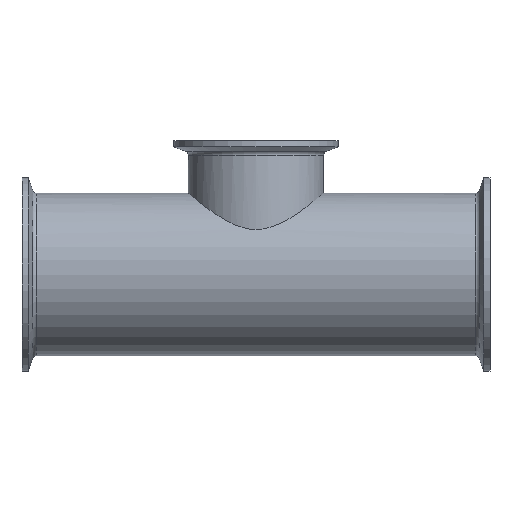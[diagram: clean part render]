
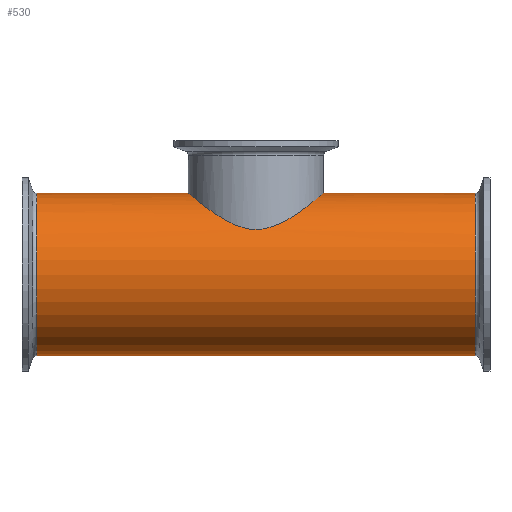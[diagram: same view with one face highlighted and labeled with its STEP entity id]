
A CAD part, front view. The second image highlights one B-rep face of the part: STEP entity #530.
In plain terms, the highlighted cylindrical face has radius 38.15 mm (diameter 76.3 mm), a full revolution.
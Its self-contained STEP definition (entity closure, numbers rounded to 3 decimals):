
#19=FACE_BOUND('',#139,.T.);
#29=B_SPLINE_CURVE_WITH_KNOTS('',3,(#876,#877,#878,#879,#880,#881,#882,
#883,#884,#885,#886,#887,#888,#889,#890,#891,#892,#893),.UNSPECIFIED.,.F.,
 .F.,(4,2,2,2,2,2,2,2,4),(0.,0.661,1.322,1.982,
2.643,3.278,3.912,4.546,5.18),
 .UNSPECIFIED.);
#30=B_SPLINE_CURVE_WITH_KNOTS('',3,(#894,#895,#896,#897,#898,#899,#900,
#901,#902,#903,#904,#905,#906,#907,#908,#909,#910,#911,#912,#913,#914,#915,
#916,#917,#918,#919,#920,#921,#922,#923,#924,#925,#926,#927,#928,#929,#930,
#931,#932,#933,#934,#935,#936,#937,#938,#939,#940,#941,#942,#943),
 .UNSPECIFIED.,.F.,.F.,(4,2,2,2,2,2,2,2,2,2,2,2,2,2,2,2,2,2,2,2,2,2,2,2,
4),(5.18,5.814,6.449,7.083,
7.717,8.378,9.039,9.7,10.36,
11.021,11.682,12.343,13.004,13.638,
14.272,14.906,15.541,16.175,16.809,
17.443,18.077,18.738,19.399,20.06,
20.721),.UNSPECIFIED.);
#35=CYLINDRICAL_SURFACE('',#622,38.15);
#48=LINE('',#1031,#64);
#64=VECTOR('',#787,38.15);
#100=FACE_OUTER_BOUND('',#138,.T.);
#138=EDGE_LOOP('',(#427,#428,#429,#430,#431,#432));
#139=EDGE_LOOP('',(#433,#434));
#192=CIRCLE('',#618,38.15);
#193=CIRCLE('',#619,38.15);
#195=CIRCLE('',#623,38.15);
#196=CIRCLE('',#624,38.15);
#219=VERTEX_POINT('',#873);
#220=VERTEX_POINT('',#875);
#245=VERTEX_POINT('',#1017);
#246=VERTEX_POINT('',#1019);
#248=VERTEX_POINT('',#1027);
#249=VERTEX_POINT('',#1028);
#272=EDGE_CURVE('',#220,#219,#29,.T.);
#273=EDGE_CURVE('',#219,#220,#30,.T.);
#309=EDGE_CURVE('',#245,#246,#192,.T.);
#310=EDGE_CURVE('',#246,#245,#193,.T.);
#313=EDGE_CURVE('',#248,#249,#195,.T.);
#314=EDGE_CURVE('',#249,#248,#196,.T.);
#315=EDGE_CURVE('',#249,#246,#48,.T.);
#427=ORIENTED_EDGE('',*,*,#313,.F.);
#428=ORIENTED_EDGE('',*,*,#314,.F.);
#429=ORIENTED_EDGE('',*,*,#315,.T.);
#430=ORIENTED_EDGE('',*,*,#309,.F.);
#431=ORIENTED_EDGE('',*,*,#310,.F.);
#432=ORIENTED_EDGE('',*,*,#315,.F.);
#433=ORIENTED_EDGE('',*,*,#272,.T.);
#434=ORIENTED_EDGE('',*,*,#273,.T.);
#530=ADVANCED_FACE('',(#100,#19),#35,.T.);
#618=AXIS2_PLACEMENT_3D('',#1020,#772,#773);
#619=AXIS2_PLACEMENT_3D('',#1021,#774,#775);
#622=AXIS2_PLACEMENT_3D('',#1026,#781,#782);
#623=AXIS2_PLACEMENT_3D('',#1029,#783,#784);
#624=AXIS2_PLACEMENT_3D('',#1030,#785,#786);
#772=DIRECTION('center_axis',(-1.,0.,0.));
#773=DIRECTION('ref_axis',(0.,0.,-1.));
#774=DIRECTION('center_axis',(-1.,0.,0.));
#775=DIRECTION('ref_axis',(0.,0.,-1.));
#781=DIRECTION('center_axis',(1.,0.,0.));
#782=DIRECTION('ref_axis',(0.,1.,0.));
#783=DIRECTION('center_axis',(1.,0.,0.));
#784=DIRECTION('ref_axis',(0.,0.,-1.));
#785=DIRECTION('center_axis',(1.,0.,0.));
#786=DIRECTION('ref_axis',(0.,0.,-1.));
#787=DIRECTION('',(-1.,0.,0.));
#873=CARTESIAN_POINT('',(-31.75,0.,38.15));
#875=CARTESIAN_POINT('',(0.,-31.75,21.151));
#876=CARTESIAN_POINT('Ctrl Pts',(0.,-31.75,21.151));
#877=CARTESIAN_POINT('Ctrl Pts',(-2.203,-31.75,21.151));
#878=CARTESIAN_POINT('Ctrl Pts',(-4.362,-31.521,21.504));
#879=CARTESIAN_POINT('Ctrl Pts',(-8.526,-30.658,22.717));
#880=CARTESIAN_POINT('Ctrl Pts',(-10.533,-30.024,23.571));
#881=CARTESIAN_POINT('Ctrl Pts',(-14.347,-28.399,25.505));
#882=CARTESIAN_POINT('Ctrl Pts',(-16.157,-27.407,26.585));
#883=CARTESIAN_POINT('Ctrl Pts',(-19.516,-25.126,28.751));
#884=CARTESIAN_POINT('Ctrl Pts',(-21.066,-23.836,29.837));
#885=CARTESIAN_POINT('Ctrl Pts',(-23.78,-21.121,31.812));
#886=CARTESIAN_POINT('Ctrl Pts',(-25.055,-19.607,32.781));
#887=CARTESIAN_POINT('Ctrl Pts',(-27.347,-16.259,34.564));
#888=CARTESIAN_POINT('Ctrl Pts',(-28.363,-14.425,35.378));
#889=CARTESIAN_POINT('Ctrl Pts',(-30.025,-10.536,36.724));
#890=CARTESIAN_POINT('Ctrl Pts',(-30.673,-8.476,37.258));
#891=CARTESIAN_POINT('Ctrl Pts',(-31.536,-4.265,37.971));
#892=CARTESIAN_POINT('Ctrl Pts',(-31.75,-2.114,38.15));
#893=CARTESIAN_POINT('Ctrl Pts',(-31.75,0.,38.15));
#894=CARTESIAN_POINT('Ctrl Pts',(-31.75,0.,38.15));
#895=CARTESIAN_POINT('Ctrl Pts',(-31.75,2.114,38.15));
#896=CARTESIAN_POINT('Ctrl Pts',(-31.536,4.265,37.971));
#897=CARTESIAN_POINT('Ctrl Pts',(-30.673,8.476,37.258));
#898=CARTESIAN_POINT('Ctrl Pts',(-30.025,10.536,36.724));
#899=CARTESIAN_POINT('Ctrl Pts',(-28.363,14.425,35.378));
#900=CARTESIAN_POINT('Ctrl Pts',(-27.347,16.259,34.564));
#901=CARTESIAN_POINT('Ctrl Pts',(-25.055,19.607,32.781));
#902=CARTESIAN_POINT('Ctrl Pts',(-23.78,21.121,31.812));
#903=CARTESIAN_POINT('Ctrl Pts',(-21.066,23.836,29.837));
#904=CARTESIAN_POINT('Ctrl Pts',(-19.516,25.126,28.751));
#905=CARTESIAN_POINT('Ctrl Pts',(-16.157,27.407,26.585));
#906=CARTESIAN_POINT('Ctrl Pts',(-14.347,28.399,25.505));
#907=CARTESIAN_POINT('Ctrl Pts',(-10.533,30.024,23.571));
#908=CARTESIAN_POINT('Ctrl Pts',(-8.526,30.658,22.717));
#909=CARTESIAN_POINT('Ctrl Pts',(-4.362,31.521,21.504));
#910=CARTESIAN_POINT('Ctrl Pts',(-2.203,31.75,21.151));
#911=CARTESIAN_POINT('Ctrl Pts',(2.203,31.75,21.151));
#912=CARTESIAN_POINT('Ctrl Pts',(4.362,31.521,21.504));
#913=CARTESIAN_POINT('Ctrl Pts',(8.526,30.658,22.717));
#914=CARTESIAN_POINT('Ctrl Pts',(10.533,30.024,23.571));
#915=CARTESIAN_POINT('Ctrl Pts',(14.347,28.399,25.505));
#916=CARTESIAN_POINT('Ctrl Pts',(16.157,27.407,26.585));
#917=CARTESIAN_POINT('Ctrl Pts',(19.516,25.126,28.751));
#918=CARTESIAN_POINT('Ctrl Pts',(21.066,23.836,29.837));
#919=CARTESIAN_POINT('Ctrl Pts',(23.78,21.121,31.812));
#920=CARTESIAN_POINT('Ctrl Pts',(25.055,19.607,32.781));
#921=CARTESIAN_POINT('Ctrl Pts',(27.347,16.259,34.564));
#922=CARTESIAN_POINT('Ctrl Pts',(28.363,14.425,35.378));
#923=CARTESIAN_POINT('Ctrl Pts',(30.025,10.536,36.724));
#924=CARTESIAN_POINT('Ctrl Pts',(30.673,8.476,37.258));
#925=CARTESIAN_POINT('Ctrl Pts',(31.536,4.265,37.971));
#926=CARTESIAN_POINT('Ctrl Pts',(31.75,2.114,38.15));
#927=CARTESIAN_POINT('Ctrl Pts',(31.75,-2.114,38.15));
#928=CARTESIAN_POINT('Ctrl Pts',(31.536,-4.265,37.971));
#929=CARTESIAN_POINT('Ctrl Pts',(30.673,-8.476,37.258));
#930=CARTESIAN_POINT('Ctrl Pts',(30.025,-10.536,36.724));
#931=CARTESIAN_POINT('Ctrl Pts',(28.363,-14.425,35.378));
#932=CARTESIAN_POINT('Ctrl Pts',(27.347,-16.259,34.564));
#933=CARTESIAN_POINT('Ctrl Pts',(25.055,-19.607,32.781));
#934=CARTESIAN_POINT('Ctrl Pts',(23.78,-21.121,31.812));
#935=CARTESIAN_POINT('Ctrl Pts',(21.066,-23.836,29.837));
#936=CARTESIAN_POINT('Ctrl Pts',(19.516,-25.126,28.751));
#937=CARTESIAN_POINT('Ctrl Pts',(16.157,-27.407,26.585));
#938=CARTESIAN_POINT('Ctrl Pts',(14.347,-28.399,25.505));
#939=CARTESIAN_POINT('Ctrl Pts',(10.533,-30.024,23.571));
#940=CARTESIAN_POINT('Ctrl Pts',(8.526,-30.658,22.717));
#941=CARTESIAN_POINT('Ctrl Pts',(4.362,-31.521,21.504));
#942=CARTESIAN_POINT('Ctrl Pts',(2.203,-31.75,21.151));
#943=CARTESIAN_POINT('Ctrl Pts',(0.,-31.75,21.151));
#1017=CARTESIAN_POINT('',(-103.074,0.,38.15));
#1019=CARTESIAN_POINT('',(-103.074,-38.15,0.));
#1020=CARTESIAN_POINT('Origin',(-103.074,0.,0.));
#1021=CARTESIAN_POINT('Origin',(-103.074,0.,0.));
#1026=CARTESIAN_POINT('Origin',(0.,0.,0.));
#1027=CARTESIAN_POINT('',(103.074,0.,-38.15));
#1028=CARTESIAN_POINT('',(103.074,-38.15,0.));
#1029=CARTESIAN_POINT('Origin',(103.074,0.,0.));
#1030=CARTESIAN_POINT('Origin',(103.074,0.,0.));
#1031=CARTESIAN_POINT('',(0.,-38.15,0.));
